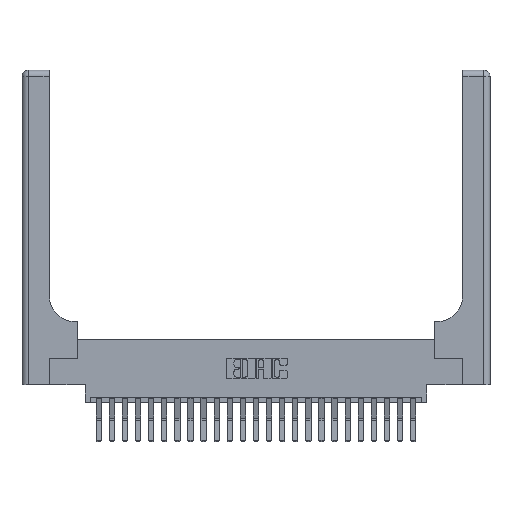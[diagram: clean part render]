
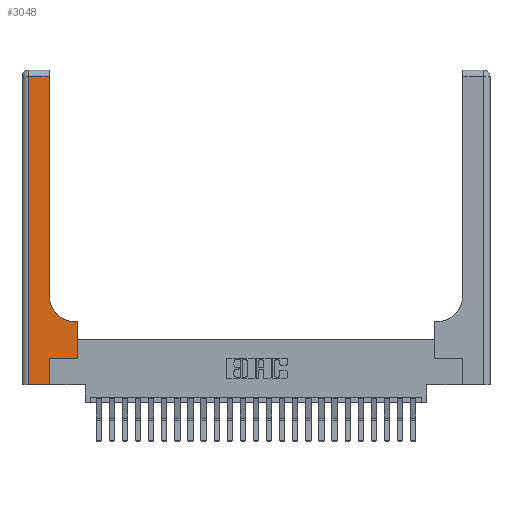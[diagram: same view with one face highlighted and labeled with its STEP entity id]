
A CAD part, top view. The second image highlights one B-rep face of the part: STEP entity #3048.
In plain terms, the highlighted planar face has unit normal (0, 0, 1).
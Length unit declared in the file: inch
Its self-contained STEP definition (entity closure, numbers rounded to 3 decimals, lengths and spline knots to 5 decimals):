
#32 = EDGE_CURVE ( 'NONE', #8746, #1025, #21077, .T. ) ;
#349 = CARTESIAN_POINT ( 'NONE',  ( 0.26, 2.94, 0.37 ) ) ;
#371 = DIRECTION ( 'NONE',  ( 0., 1., 0. ) ) ;
#625 = VECTOR ( 'NONE', #3718, 39.37008 ) ;
#692 = CARTESIAN_POINT ( 'NONE',  ( 0.06, 3., 0.37 ) ) ;
#783 = DIRECTION ( 'NONE',  ( 0., -1., 0. ) ) ;
#827 = EDGE_CURVE ( 'NONE', #8933, #13353, #3051, .T. ) ;
#1025 = VERTEX_POINT ( 'NONE', #12816 ) ;
#1413 = ORIENTED_EDGE ( 'NONE', *, *, #18652, .T. ) ;
#1573 = DIRECTION ( 'NONE',  ( 0., 0., -1. ) ) ;
#1595 = CARTESIAN_POINT ( 'NONE',  ( 0.06, 0., 0.37 ) ) ;
#2794 = VECTOR ( 'NONE', #371, 39.37008 ) ;
#2888 = VERTEX_POINT ( 'NONE', #19713 ) ;
#3048 = ADVANCED_FACE ( 'NONE', ( #11834 ), #10939, .F. ) ;
#3051 = LINE ( 'NONE', #23399, #22755 ) ;
#3718 = DIRECTION ( 'NONE',  ( 0., 1., 0. ) ) ;
#3831 = CARTESIAN_POINT ( 'NONE',  ( 0.26, 0.6, 0.37 ) ) ;
#3867 = VECTOR ( 'NONE', #8322, 39.37008 ) ;
#4465 = DIRECTION ( 'NONE',  ( 0., 0., -1. ) ) ;
#5469 = ORIENTED_EDGE ( 'NONE', *, *, #10345, .T. ) ;
#5590 = CARTESIAN_POINT ( 'NONE',  ( 0.26, 3., 0.37 ) ) ;
#5844 = VERTEX_POINT ( 'NONE', #16531 ) ;
#7023 = ORIENTED_EDGE ( 'NONE', *, *, #12093, .T. ) ;
#7681 = CARTESIAN_POINT ( 'NONE',  ( 0.51, 0.6, 0.37 ) ) ;
#7770 = CARTESIAN_POINT ( 'NONE',  ( 0.265, 0.25, 0.37 ) ) ;
#7937 = LINE ( 'NONE', #8090, #22098 ) ;
#8090 = CARTESIAN_POINT ( 'NONE',  ( 0.528, 0.25, 0.37 ) ) ;
#8322 = DIRECTION ( 'NONE',  ( 1., 0., 0. ) ) ;
#8406 = EDGE_CURVE ( 'NONE', #13353, #15303, #22821, .T. ) ;
#8746 = VERTEX_POINT ( 'NONE', #20360 ) ;
#8933 = VERTEX_POINT ( 'NONE', #349 ) ;
#9308 = EDGE_LOOP ( 'NONE', ( #10535, #20988, #22737, #7023, #5469, #16007, #1413, #10782, #23495 ) ) ;
#9502 = DIRECTION ( 'NONE',  ( -1., 0., 0. ) ) ;
#9540 = VECTOR ( 'NONE', #9502, 39.37008 ) ;
#10237 = EDGE_CURVE ( 'NONE', #2888, #19256, #14473, .T. ) ;
#10345 = EDGE_CURVE ( 'NONE', #23364, #8746, #17645, .T. ) ;
#10535 = ORIENTED_EDGE ( 'NONE', *, *, #17862, .T. ) ;
#10782 = ORIENTED_EDGE ( 'NONE', *, *, #10237, .T. ) ;
#10939 = PLANE ( 'NONE',  #17647 ) ;
#11564 = DIRECTION ( 'NONE',  ( 1., 0., 0. ) ) ;
#11834 = FACE_OUTER_BOUND ( 'NONE', #9308, .T. ) ;
#11875 = DIRECTION ( 'NONE',  ( 0., 1., 0. ) ) ;
#12093 = EDGE_CURVE ( 'NONE', #15303, #23364, #13220, .T. ) ;
#12410 = DIRECTION ( 'NONE',  ( -1., 0., 0. ) ) ;
#12795 = CARTESIAN_POINT ( 'NONE',  ( 0., 3., 0.37 ) ) ;
#12816 = CARTESIAN_POINT ( 'NONE',  ( 0.528, 0.25, 0.37 ) ) ;
#13193 = CARTESIAN_POINT ( 'NONE',  ( 0.265, 0., 0.37 ) ) ;
#13220 = LINE ( 'NONE', #22769, #3867 ) ;
#13353 = VERTEX_POINT ( 'NONE', #23788 ) ;
#14473 = LINE ( 'NONE', #3831, #9540 ) ;
#14650 = DIRECTION ( 'NONE',  ( -1., 0., 0. ) ) ;
#15303 = VERTEX_POINT ( 'NONE', #1595 ) ;
#15634 = CARTESIAN_POINT ( 'NONE',  ( 0.51, 0.85, 0.37 ) ) ;
#16007 = ORIENTED_EDGE ( 'NONE', *, *, #32, .T. ) ;
#16530 = AXIS2_PLACEMENT_3D ( 'NONE', #15634, #4465, #17498 ) ;
#16531 = CARTESIAN_POINT ( 'NONE',  ( 0.26, 0.85, 0.37 ) ) ;
#16776 = VECTOR ( 'NONE', #11564, 39.37008 ) ;
#17498 = DIRECTION ( 'NONE',  ( 1., 0., 0. ) ) ;
#17645 = LINE ( 'NONE', #22615, #2794 ) ;
#17647 = AXIS2_PLACEMENT_3D ( 'NONE', #12795, #1573, #14650 ) ;
#17862 = EDGE_CURVE ( 'NONE', #5844, #8933, #20416, .T. ) ;
#17967 = VECTOR ( 'NONE', #783, 39.37008 ) ;
#18652 = EDGE_CURVE ( 'NONE', #1025, #2888, #7937, .T. ) ;
#19089 = CIRCLE ( 'NONE', #16530, 0.25 ) ;
#19256 = VERTEX_POINT ( 'NONE', #7681 ) ;
#19713 = CARTESIAN_POINT ( 'NONE',  ( 0.528, 0.6, 0.37 ) ) ;
#20360 = CARTESIAN_POINT ( 'NONE',  ( 0.265, 0.25, 0.37 ) ) ;
#20416 = LINE ( 'NONE', #5590, #625 ) ;
#20988 = ORIENTED_EDGE ( 'NONE', *, *, #827, .T. ) ;
#21077 = LINE ( 'NONE', #7770, #16776 ) ;
#22098 = VECTOR ( 'NONE', #11875, 39.37008 ) ;
#22615 = CARTESIAN_POINT ( 'NONE',  ( 0.265, 0., 0.37 ) ) ;
#22737 = ORIENTED_EDGE ( 'NONE', *, *, #8406, .T. ) ;
#22755 = VECTOR ( 'NONE', #12410, 39.37008 ) ;
#22769 = CARTESIAN_POINT ( 'NONE',  ( 0., 0., 0.37 ) ) ;
#22821 = LINE ( 'NONE', #692, #17967 ) ;
#22881 = EDGE_CURVE ( 'NONE', #19256, #5844, #19089, .T. ) ;
#23364 = VERTEX_POINT ( 'NONE', #13193 ) ;
#23399 = CARTESIAN_POINT ( 'NONE',  ( 0., 2.94, 0.37 ) ) ;
#23495 = ORIENTED_EDGE ( 'NONE', *, *, #22881, .T. ) ;
#23788 = CARTESIAN_POINT ( 'NONE',  ( 0.06, 2.94, 0.37 ) ) ;
